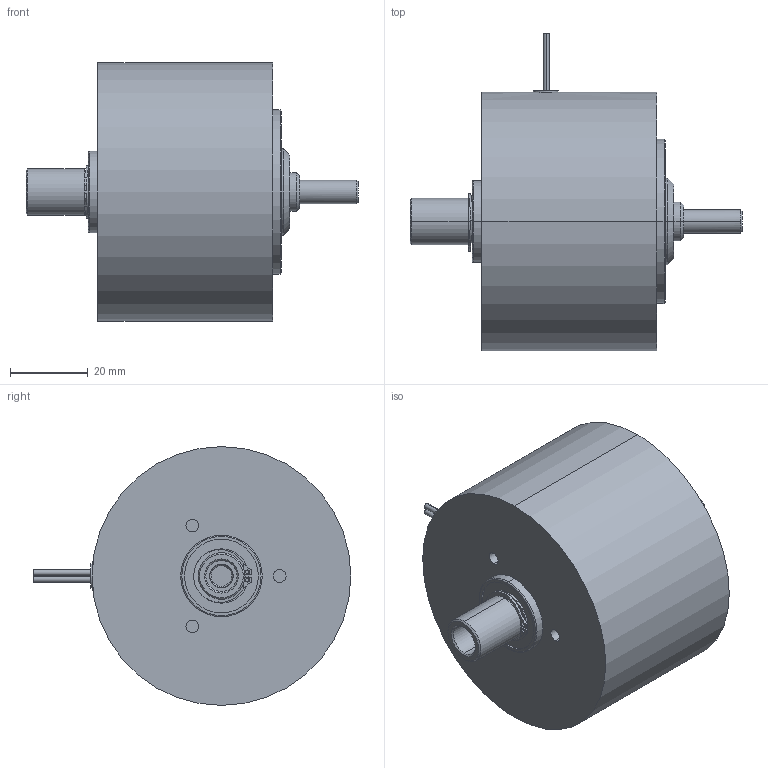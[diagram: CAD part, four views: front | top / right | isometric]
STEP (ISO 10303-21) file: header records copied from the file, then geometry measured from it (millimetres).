
FILE_DESCRIPTION (( 'STEP AP214' ), '1' );
FILE_NAME ('HCF-32M_G_EF.STEP', '2013-06-17T16:26:56', ( 'Jeff' ), ( '' ), 'SwSTEP 2.0', 'SolidWorks 2013', '' );
FILE_SCHEMA (( 'AUTOMOTIVE_DESIGN' ));
Length unit declared in the file: inch
Products named in the file (1): HCF-32M_G_EF
Bounding box: 85.53 x 81.85 x 66.67 mm (x, y, z)
Surface area: 30038.9 mm2 (no closed solid volume)
Topology: 0 solids, 13 shells, 145 faces, 964 edges, 834 vertices
Faces by surface type: cylinder 81, plane 30, cone 28, torus 6
Entity records: 11922 total; most frequent: CARTESIAN_POINT 2545, DIRECTION 1601, ORIENTED_EDGE 1231, EDGE_CURVE 964, VERTEX_POINT 834, AXIS2_PLACEMENT_3D 610, CIRCLE 464, VECTOR 381
